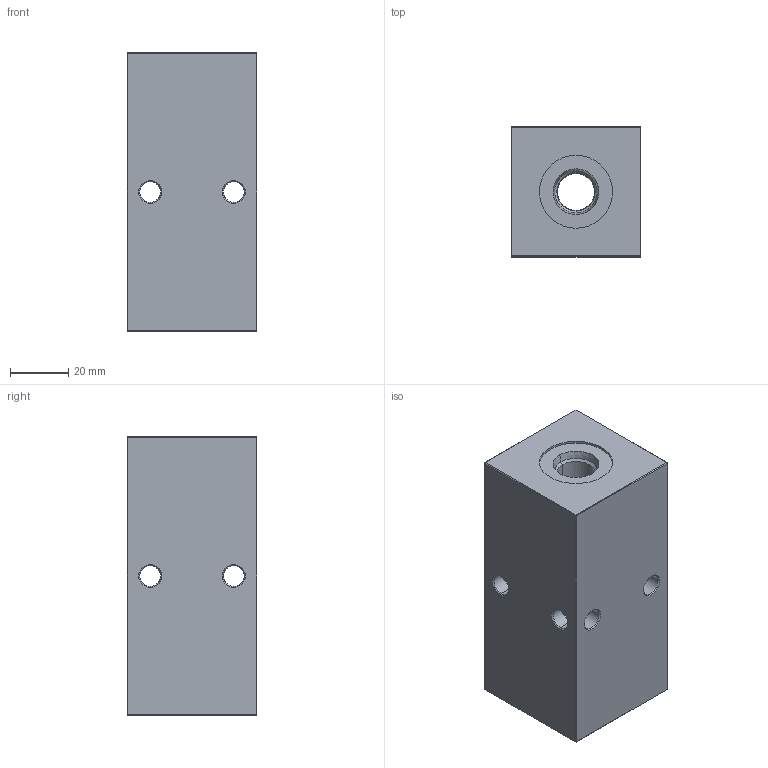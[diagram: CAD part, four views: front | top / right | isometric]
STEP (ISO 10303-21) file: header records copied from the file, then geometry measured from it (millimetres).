
FILE_DESCRIPTION (( 'STEP AP203' ), '1' );
FILE_NAME ('HM-2-0-S-6-2.STEP', '2020-09-28T21:18:58', ( '' ), ( '' ), 'SwSTEP 2.0', 'SolidWorks 2019', '' );
FILE_SCHEMA (( 'CONFIG_CONTROL_DESIGN' ));
Length unit declared in the file: inch
Products named in the file (1): HM-2-0-S-6-2
Bounding box: 44.45 x 44.45 x 95.25 mm (x, y, z)
Volume: 167287.3 mm3; surface area: 27856.7 mm2
Topology: 1 solids, 1 shells, 503 faces, 1305 edges, 840 vertices
Faces by surface type: plane 228, bspline 189, cylinder 46, cone 40
Entity records: 24422 total; most frequent: CARTESIAN_POINT 13370, ORIENTED_EDGE 2610, DIRECTION 1611, EDGE_CURVE 1305, VERTEX_POINT 840, LINE 793, VECTOR 793, EDGE_LOOP 561
